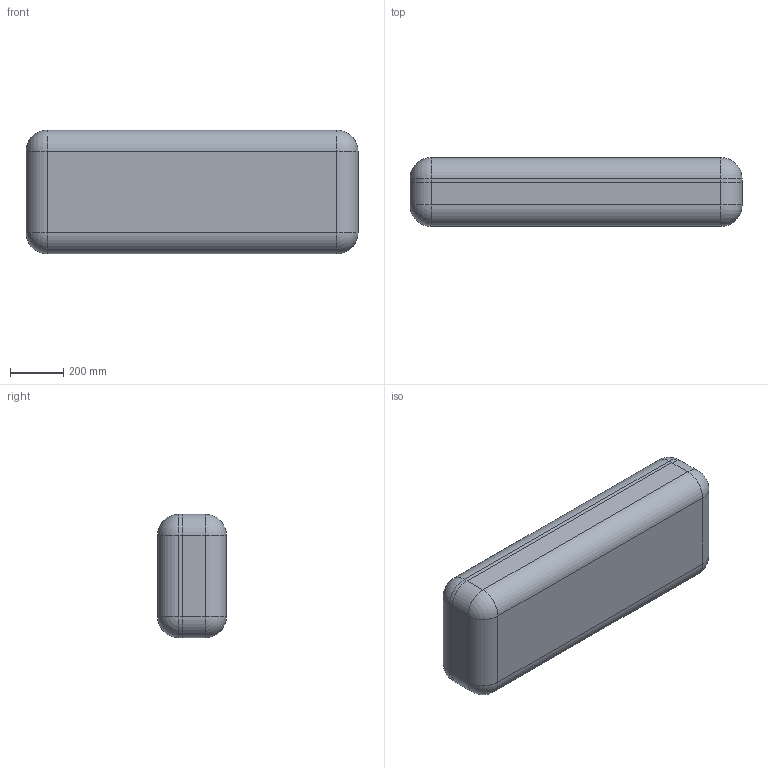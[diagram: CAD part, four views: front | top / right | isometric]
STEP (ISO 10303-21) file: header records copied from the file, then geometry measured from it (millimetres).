
FILE_DESCRIPTION (( 'STEP AP214' ), '1' );
FILE_NAME ('Ñáîðêà Ï540.STEP', '2023-04-06T08:23:55', ( '' ), ( '' ), 'SwSTEP 2.0', 'SolidWorks 2021', '' );
FILE_SCHEMA (( 'AUTOMOTIVE_DESIGN' ));
Length unit declared in the file: millimetre
Products named in the file (3): Ñáîðêà Ï540; Base P540K; Lid P540K
Assembly tree (2 placements, depth 2):
  Ñáîðêà Ï540
    Base P540K
    Lid P540K
Bounding box: 1250 x 258.46 x 465.38 mm (x, y, z)
Volume: 77985961.9 mm3; surface area: 3443422.4 mm2
Topology: 2 solids, 50 shells, 1793 faces, 4736 edges, 3069 vertices
Faces by surface type: plane 724, bspline 595, cylinder 462, sphere 12
Entity records: 72708 total; most frequent: CARTESIAN_POINT 32914, ORIENTED_EDGE 9428, DIRECTION 6611, EDGE_CURVE 4714, VERTEX_POINT 3069, LINE 2465, VECTOR 2465, AXIS2_PLACEMENT_3D 2073
